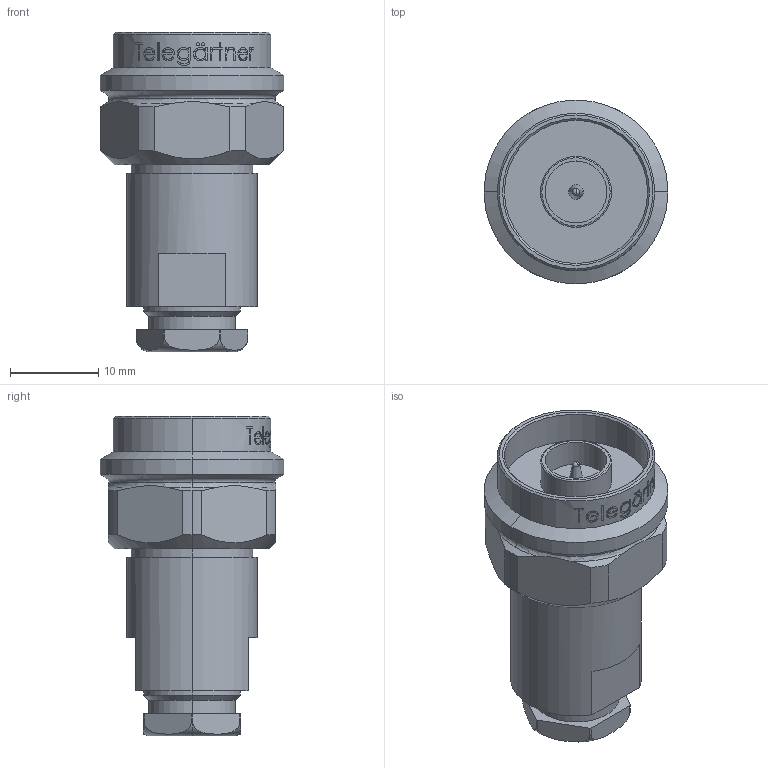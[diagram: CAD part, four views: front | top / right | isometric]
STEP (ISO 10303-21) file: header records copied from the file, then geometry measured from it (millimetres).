
FILE_DESCRIPTION (( 'STEP AP214' ), '1' );
FILE_NAME ('J01020C1276.STEP', '2018-11-09T12:54:54', ( '' ), ( '' ), 'SwSTEP 2.0', 'SolidWorks 2017', '' );
FILE_SCHEMA (( 'AUTOMOTIVE_DESIGN' ));
Length unit declared in the file: millimetre
Products named in the file (1): J01020C1276
Bounding box: 20.8 x 20.8 x 36.12 mm (x, y, z)
Volume: 6670.3 mm3; surface area: 2909.3 mm2
Topology: 1 solids, 1 shells, 252 faces, 645 edges, 422 vertices
Faces by surface type: plane 84, bspline 83, cylinder 52, cone 21, torus 10, sphere 2
Entity records: 18461 total; most frequent: CARTESIAN_POINT 10231, ORIENTED_EDGE 1290, DIRECTION 867, EDGE_CURVE 645, VERTEX_POINT 422, AXIS2_PLACEMENT_3D 345, B_SPLINE_CURVE_WITH_KNOTS 293, EDGE_LOOP 279
